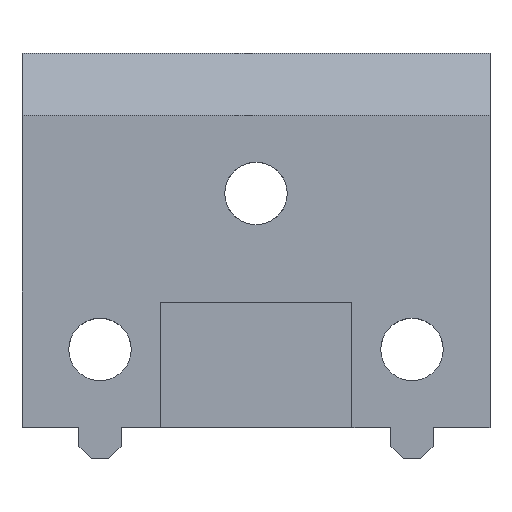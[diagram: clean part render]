
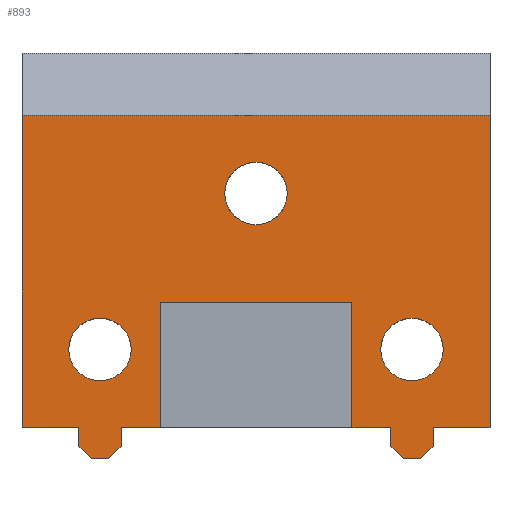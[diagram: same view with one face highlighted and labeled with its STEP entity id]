
A CAD part, top view. The second image highlights one B-rep face of the part: STEP entity #893.
In plain terms, the highlighted planar face has unit normal (0, 0, 1).
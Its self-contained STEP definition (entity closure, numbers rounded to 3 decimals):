
#26=FACE_BOUND('',#94,.T.);
#27=FACE_BOUND('',#95,.T.);
#28=FACE_BOUND('',#96,.T.);
#45=FACE_OUTER_BOUND('',#93,.T.);
#93=EDGE_LOOP('',(#699,#700,#701,#702,#703,#704,#705,#706,#707,#708,#709,
#710,#711,#712,#713,#714,#715,#716,#717,#718));
#94=EDGE_LOOP('',(#719));
#95=EDGE_LOOP('',(#720));
#96=EDGE_LOOP('',(#721));
#132=CIRCLE('',#962,2.);
#134=CIRCLE('',#966,2.);
#135=CIRCLE('',#967,2.);
#169=LINE('',#1311,#282);
#170=LINE('',#1314,#283);
#186=LINE('',#1346,#299);
#205=LINE('',#1397,#318);
#206=LINE('',#1399,#319);
#207=LINE('',#1401,#320);
#208=LINE('',#1403,#321);
#209=LINE('',#1405,#322);
#210=LINE('',#1407,#323);
#211=LINE('',#1409,#324);
#212=LINE('',#1411,#325);
#213=LINE('',#1413,#326);
#214=LINE('',#1415,#327);
#215=LINE('',#1417,#328);
#216=LINE('',#1419,#329);
#217=LINE('',#1421,#330);
#218=LINE('',#1423,#331);
#219=LINE('',#1425,#332);
#220=LINE('',#1427,#333);
#221=LINE('',#1428,#334);
#282=VECTOR('',#1047,20.);
#283=VECTOR('',#1050,30.);
#299=VECTOR('',#1074,20.);
#318=VECTOR('',#1127,3.65);
#319=VECTOR('',#1128,1.2);
#320=VECTOR('',#1129,1.131);
#321=VECTOR('',#1130,1.1);
#322=VECTOR('',#1131,1.131);
#323=VECTOR('',#1132,1.2);
#324=VECTOR('',#1133,2.5);
#325=VECTOR('',#1134,8.);
#326=VECTOR('',#1135,12.3);
#327=VECTOR('',#1136,8.);
#328=VECTOR('',#1137,2.5);
#329=VECTOR('',#1138,1.2);
#330=VECTOR('',#1139,1.131);
#331=VECTOR('',#1140,1.1);
#332=VECTOR('',#1141,1.131);
#333=VECTOR('',#1142,1.2);
#334=VECTOR('',#1143,3.65);
#390=VERTEX_POINT('',#1292);
#398=VERTEX_POINT('',#1309);
#399=VERTEX_POINT('',#1313);
#411=VERTEX_POINT('',#1345);
#425=VERTEX_POINT('',#1390);
#426=VERTEX_POINT('',#1396);
#427=VERTEX_POINT('',#1398);
#428=VERTEX_POINT('',#1400);
#429=VERTEX_POINT('',#1402);
#430=VERTEX_POINT('',#1404);
#431=VERTEX_POINT('',#1406);
#432=VERTEX_POINT('',#1408);
#433=VERTEX_POINT('',#1410);
#434=VERTEX_POINT('',#1412);
#435=VERTEX_POINT('',#1414);
#436=VERTEX_POINT('',#1416);
#437=VERTEX_POINT('',#1418);
#438=VERTEX_POINT('',#1420);
#439=VERTEX_POINT('',#1422);
#440=VERTEX_POINT('',#1424);
#441=VERTEX_POINT('',#1426);
#442=VERTEX_POINT('',#1429);
#443=VERTEX_POINT('',#1431);
#486=EDGE_CURVE('',#398,#390,#169,.T.);
#487=EDGE_CURVE('',#399,#390,#170,.T.);
#503=EDGE_CURVE('',#399,#411,#186,.T.);
#527=EDGE_CURVE('',#425,#425,#132,.T.);
#530=EDGE_CURVE('',#398,#426,#205,.T.);
#531=EDGE_CURVE('',#426,#427,#206,.T.);
#532=EDGE_CURVE('',#427,#428,#207,.T.);
#533=EDGE_CURVE('',#428,#429,#208,.T.);
#534=EDGE_CURVE('',#429,#430,#209,.T.);
#535=EDGE_CURVE('',#430,#431,#210,.T.);
#536=EDGE_CURVE('',#431,#432,#211,.T.);
#537=EDGE_CURVE('',#432,#433,#212,.T.);
#538=EDGE_CURVE('',#433,#434,#213,.T.);
#539=EDGE_CURVE('',#434,#435,#214,.T.);
#540=EDGE_CURVE('',#435,#436,#215,.T.);
#541=EDGE_CURVE('',#436,#437,#216,.T.);
#542=EDGE_CURVE('',#437,#438,#217,.T.);
#543=EDGE_CURVE('',#438,#439,#218,.T.);
#544=EDGE_CURVE('',#439,#440,#219,.T.);
#545=EDGE_CURVE('',#440,#441,#220,.T.);
#546=EDGE_CURVE('',#441,#411,#221,.T.);
#547=EDGE_CURVE('',#442,#442,#134,.T.);
#548=EDGE_CURVE('',#443,#443,#135,.T.);
#699=ORIENTED_EDGE('',*,*,#487,.T.);
#700=ORIENTED_EDGE('',*,*,#486,.F.);
#701=ORIENTED_EDGE('',*,*,#530,.T.);
#702=ORIENTED_EDGE('',*,*,#531,.T.);
#703=ORIENTED_EDGE('',*,*,#532,.T.);
#704=ORIENTED_EDGE('',*,*,#533,.T.);
#705=ORIENTED_EDGE('',*,*,#534,.T.);
#706=ORIENTED_EDGE('',*,*,#535,.T.);
#707=ORIENTED_EDGE('',*,*,#536,.T.);
#708=ORIENTED_EDGE('',*,*,#537,.T.);
#709=ORIENTED_EDGE('',*,*,#538,.T.);
#710=ORIENTED_EDGE('',*,*,#539,.T.);
#711=ORIENTED_EDGE('',*,*,#540,.T.);
#712=ORIENTED_EDGE('',*,*,#541,.T.);
#713=ORIENTED_EDGE('',*,*,#542,.T.);
#714=ORIENTED_EDGE('',*,*,#543,.T.);
#715=ORIENTED_EDGE('',*,*,#544,.T.);
#716=ORIENTED_EDGE('',*,*,#545,.T.);
#717=ORIENTED_EDGE('',*,*,#546,.T.);
#718=ORIENTED_EDGE('',*,*,#503,.F.);
#719=ORIENTED_EDGE('',*,*,#547,.T.);
#720=ORIENTED_EDGE('',*,*,#548,.T.);
#721=ORIENTED_EDGE('',*,*,#527,.T.);
#851=PLANE('',#965);
#893=ADVANCED_FACE('',(#45,#26,#27,#28),#851,.T.);
#962=AXIS2_PLACEMENT_3D('',#1392,#1119,#1120);
#965=AXIS2_PLACEMENT_3D('',#1395,#1125,#1126);
#966=AXIS2_PLACEMENT_3D('',#1430,#1144,#1145);
#967=AXIS2_PLACEMENT_3D('',#1432,#1146,#1147);
#1047=DIRECTION('',(0.,1.,0.));
#1050=DIRECTION('',(-1.,0.,0.));
#1074=DIRECTION('',(0.,-1.,0.));
#1119=DIRECTION('center_axis',(0.,0.,-1.));
#1120=DIRECTION('ref_axis',(1.,0.,0.));
#1125=DIRECTION('center_axis',(0.,0.,1.));
#1126=DIRECTION('ref_axis',(1.,0.,0.));
#1127=DIRECTION('',(1.,0.,0.));
#1128=DIRECTION('',(0.,-1.,0.));
#1129=DIRECTION('',(0.707,-0.707,0.));
#1130=DIRECTION('',(1.,0.,0.));
#1131=DIRECTION('',(0.707,0.707,0.));
#1132=DIRECTION('',(0.,1.,0.));
#1133=DIRECTION('',(1.,0.,0.));
#1134=DIRECTION('',(0.,1.,0.));
#1135=DIRECTION('',(1.,0.,0.));
#1136=DIRECTION('',(0.,-1.,0.));
#1137=DIRECTION('',(1.,0.,0.));
#1138=DIRECTION('',(0.,-1.,0.));
#1139=DIRECTION('',(0.707,-0.707,0.));
#1140=DIRECTION('',(1.,0.,0.));
#1141=DIRECTION('',(0.707,0.707,0.));
#1142=DIRECTION('',(0.,1.,0.));
#1143=DIRECTION('',(1.,0.,0.));
#1144=DIRECTION('center_axis',(0.,0.,-1.));
#1145=DIRECTION('ref_axis',(1.,0.,0.));
#1146=DIRECTION('center_axis',(0.,0.,-1.));
#1147=DIRECTION('ref_axis',(-1.,0.,0.));
#1292=CARTESIAN_POINT('',(-15.,20.,8.));
#1309=CARTESIAN_POINT('',(-15.,0.,8.));
#1311=CARTESIAN_POINT('',(-15.,0.,8.));
#1313=CARTESIAN_POINT('',(15.,20.,8.));
#1314=CARTESIAN_POINT('',(15.,20.,8.));
#1345=CARTESIAN_POINT('',(15.,0.,8.));
#1346=CARTESIAN_POINT('',(15.,20.,8.));
#1390=CARTESIAN_POINT('',(-2.,15.,8.));
#1392=CARTESIAN_POINT('Origin',(0.,15.,8.));
#1395=CARTESIAN_POINT('Origin',(0.,0.,8.));
#1396=CARTESIAN_POINT('',(-11.35,0.,8.));
#1397=CARTESIAN_POINT('',(-15.,0.,8.));
#1398=CARTESIAN_POINT('',(-11.35,-1.2,8.));
#1399=CARTESIAN_POINT('',(-11.35,0.,8.));
#1400=CARTESIAN_POINT('',(-10.55,-2.,8.));
#1401=CARTESIAN_POINT('',(-11.35,-1.2,8.));
#1402=CARTESIAN_POINT('',(-9.45,-2.,8.));
#1403=CARTESIAN_POINT('',(-10.55,-2.,8.));
#1404=CARTESIAN_POINT('',(-8.65,-1.2,8.));
#1405=CARTESIAN_POINT('',(-9.45,-2.,8.));
#1406=CARTESIAN_POINT('',(-8.65,0.,8.));
#1407=CARTESIAN_POINT('',(-8.65,-1.2,8.));
#1408=CARTESIAN_POINT('',(-6.15,0.,8.));
#1409=CARTESIAN_POINT('',(-8.65,0.,8.));
#1410=CARTESIAN_POINT('',(-6.15,8.,8.));
#1411=CARTESIAN_POINT('',(-6.15,0.,8.));
#1412=CARTESIAN_POINT('',(6.15,8.,8.));
#1413=CARTESIAN_POINT('',(-6.15,8.,8.));
#1414=CARTESIAN_POINT('',(6.15,0.,8.));
#1415=CARTESIAN_POINT('',(6.15,8.,8.));
#1416=CARTESIAN_POINT('',(8.65,0.,8.));
#1417=CARTESIAN_POINT('',(6.15,0.,8.));
#1418=CARTESIAN_POINT('',(8.65,-1.2,8.));
#1419=CARTESIAN_POINT('',(8.65,0.,8.));
#1420=CARTESIAN_POINT('',(9.45,-2.,8.));
#1421=CARTESIAN_POINT('',(8.65,-1.2,8.));
#1422=CARTESIAN_POINT('',(10.55,-2.,8.));
#1423=CARTESIAN_POINT('',(9.45,-2.,8.));
#1424=CARTESIAN_POINT('',(11.35,-1.2,8.));
#1425=CARTESIAN_POINT('',(10.55,-2.,8.));
#1426=CARTESIAN_POINT('',(11.35,0.,8.));
#1427=CARTESIAN_POINT('',(11.35,-1.2,8.));
#1428=CARTESIAN_POINT('',(11.35,0.,8.));
#1429=CARTESIAN_POINT('',(-12.,5.,8.));
#1430=CARTESIAN_POINT('Origin',(-10.,5.,8.));
#1431=CARTESIAN_POINT('',(8.,5.,8.));
#1432=CARTESIAN_POINT('Origin',(10.,5.,8.));
